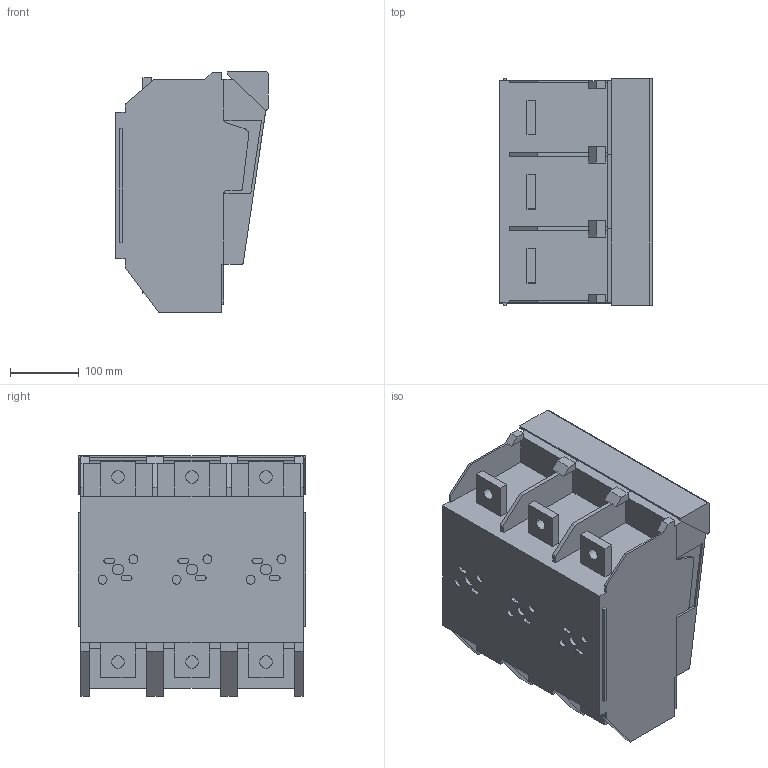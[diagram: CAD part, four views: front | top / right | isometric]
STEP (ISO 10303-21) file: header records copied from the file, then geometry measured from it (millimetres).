
FILE_DESCRIPTION((''),'2;1');
FILE_NAME('ASM0122_ASM','2021-04-15T',('marketing.praksa'),('Audax d.o.o.'),'CREO PARAMETRIC BY PTC INC, 2017480','CREO PARAMETRIC BY PTC INC, 2017480','');
FILE_SCHEMA(('AUTOMOTIVE_DESIGN { 1 0 10303 214 1 1 1 1 }'));
Length unit declared in the file: millimetre
Products named in the file (6): PRT0138_1_1; PRT0138_1_1_2_2; COVER-PRT-WL; PRT0140; PRT0139; ASM0122_ASM
Assembly tree (5 placements, depth 2):
  ASM0122_ASM
    PRT0138_1_1
    PRT0138_1_1_2_2
    COVER-PRT-WL
    PRT0140
    PRT0139
Bounding box: 223 x 332 x 351 mm (x, y, z)
Volume: 10837966.6 mm3; surface area: 1146138.8 mm2
Topology: 12 solids, 12 shells, 505 faces, 1307 edges, 871 vertices
Faces by surface type: plane 335, cylinder 170
Entity records: 23486 total; most frequent: CARTESIAN_POINT 2809, DIRECTION 2645, ORIENTED_EDGE 2614, PRESENTATION_STYLE_ASSIGNMENT 1824, STYLED_ITEM 1824, CURVE_STYLE 1307, EDGE_CURVE 1307, VECTOR 945
